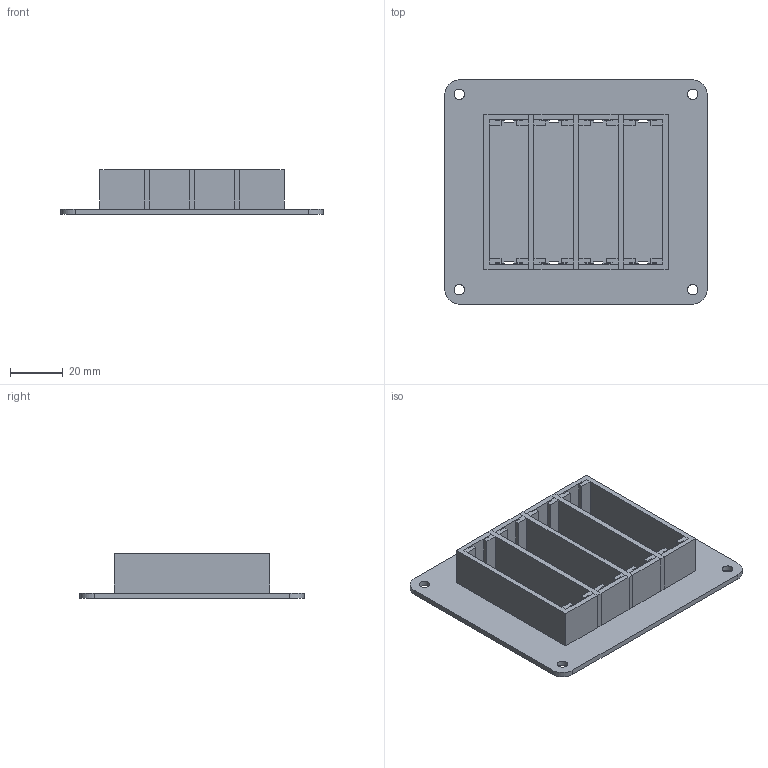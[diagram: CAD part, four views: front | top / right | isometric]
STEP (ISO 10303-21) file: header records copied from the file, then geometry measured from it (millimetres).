
FILE_DESCRIPTION(('FreeCAD Model'),'2;1');
FILE_NAME('Open CASCADE Shape Model','2024-07-04T09:10:46',(''),(''), 'Open CASCADE STEP processor 7.6','FreeCAD','Unknown');
FILE_SCHEMA(('AUTOMOTIVE_DESIGN { 1 0 10303 214 1 1 1 1 }'));
Length unit declared in the file: millimetre
Products named in the file (1): Body
Bounding box: 99.7 x 85.3 x 17 mm (x, y, z)
Volume: 31334.4 mm3; surface area: 30887.8 mm2
Topology: 1 solids, 1 shells, 226 faces, 606 edges, 376 vertices
Faces by surface type: plane 218, cylinder 8
Full cylindrical faces by diameter (mm): 4 x4
Entity records: 6884 total; most frequent: ORIENTED_EDGE 1212, CARTESIAN_POINT 1209, DIRECTION 1076, EDGE_CURVE 606, LINE 590, VECTOR 590, VERTEX_POINT 376, FACE_BOUND 244
